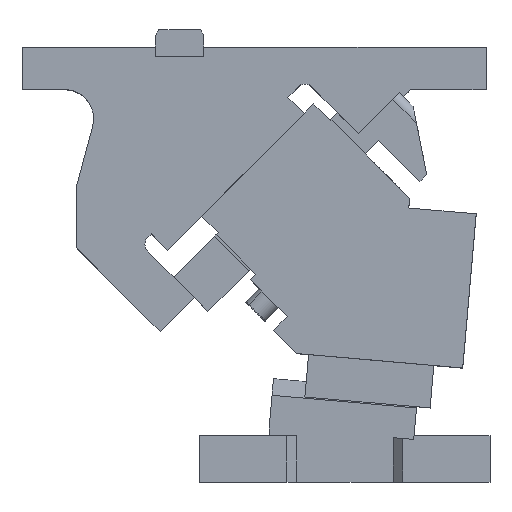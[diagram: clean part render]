
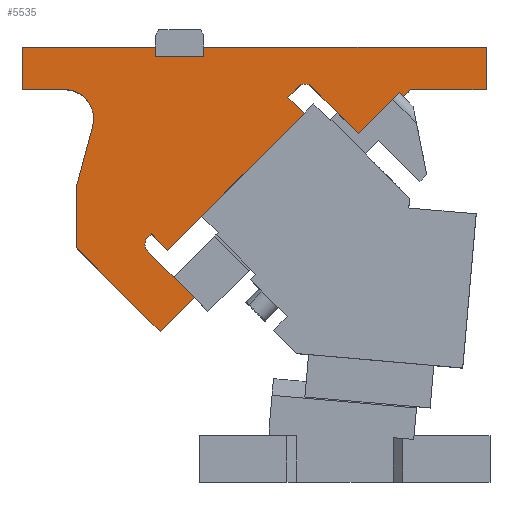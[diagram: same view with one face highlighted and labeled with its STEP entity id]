
A CAD part, top view. The second image highlights one B-rep face of the part: STEP entity #5535.
In plain terms, the highlighted planar face has unit normal (0, 0, 1).
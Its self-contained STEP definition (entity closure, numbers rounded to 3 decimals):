
#4786=CARTESIAN_POINT('Vertex',(-208.117,83.889,70.)) ;
#4789=CARTESIAN_POINT('Line Origine',(-173.602,83.889,70.)) ;
#4793=CARTESIAN_POINT('Vertex',(-139.087,83.889,70.)) ;
#5027=CARTESIAN_POINT('Vertex',(-186.073,61.889,70.)) ;
#5030=CARTESIAN_POINT('Line Origine',(-197.095,61.889,70.)) ;
#5034=CARTESIAN_POINT('Vertex',(-208.117,61.889,70.)) ;
#5315=CARTESIAN_POINT('Line Origine',(-208.117,72.889,70.)) ;
#5327=CARTESIAN_POINT('Axis2P3D Location',(-139.554,-18.048,70.)) ;
#5332=CARTESIAN_POINT('Axis2P3D Location',(-186.073,46.889,70.)) ;
#5336=CARTESIAN_POINT('Vertex',(-171.073,46.889,70.)) ;
#5339=CARTESIAN_POINT('Axis2P3D Location',(-186.073,46.889,70.)) ;
#5343=CARTESIAN_POINT('Vertex',(-171.584,43.006,70.)) ;
#5346=CARTESIAN_POINT('Line Origine',(-175.851,27.083,70.)) ;
#5350=CARTESIAN_POINT('Vertex',(-180.117,11.159,70.)) ;
#5353=CARTESIAN_POINT('Line Origine',(-180.117,-4.376,70.)) ;
#5357=CARTESIAN_POINT('Vertex',(-180.117,-19.911,70.)) ;
#5360=CARTESIAN_POINT('Line Origine',(-158.421,-41.607,70.)) ;
#5364=CARTESIAN_POINT('Vertex',(-136.725,-63.303,70.)) ;
#5367=CARTESIAN_POINT('Line Origine',(-127.887,-54.464,70.)) ;
#5371=CARTESIAN_POINT('Vertex',(-119.048,-45.625,70.)) ;
#5374=CARTESIAN_POINT('Line Origine',(-131.069,-33.604,70.)) ;
#5378=CARTESIAN_POINT('Vertex',(-143.089,-21.584,70.)) ;
#5381=CARTESIAN_POINT('Axis2P3D Location',(-139.554,-18.048,70.)) ;
#5385=CARTESIAN_POINT('Vertex',(-144.554,-18.048,70.)) ;
#5388=CARTESIAN_POINT('Axis2P3D Location',(-139.554,-18.048,70.)) ;
#5392=CARTESIAN_POINT('Vertex',(-143.089,-14.513,70.)) ;
#5395=CARTESIAN_POINT('Line Origine',(-142.206,-13.629,70.)) ;
#5399=CARTESIAN_POINT('Vertex',(-141.322,-12.745,70.)) ;
#5402=CARTESIAN_POINT('Line Origine',(-137.079,-16.987,70.)) ;
#5406=CARTESIAN_POINT('Vertex',(-132.836,-21.23,70.)) ;
#5409=CARTESIAN_POINT('Line Origine',(-97.481,14.125,70.)) ;
#5413=CARTESIAN_POINT('Vertex',(-62.126,49.481,70.)) ;
#5416=CARTESIAN_POINT('Line Origine',(-66.368,53.723,70.)) ;
#5420=CARTESIAN_POINT('Vertex',(-70.611,57.966,70.)) ;
#5423=CARTESIAN_POINT('Line Origine',(-67.959,60.618,70.)) ;
#5427=CARTESIAN_POINT('Vertex',(-65.308,63.269,70.)) ;
#5430=CARTESIAN_POINT('Axis2P3D Location',(-61.772,59.734,70.)) ;
#5434=CARTESIAN_POINT('Vertex',(-58.237,63.269,70.)) ;
#5437=CARTESIAN_POINT('Line Origine',(-46.216,51.248,70.)) ;
#5441=CARTESIAN_POINT('Vertex',(-34.195,39.228,70.)) ;
#5444=CARTESIAN_POINT('Line Origine',(-23.588,49.834,70.)) ;
#5448=CARTESIAN_POINT('Vertex',(-12.982,60.441,70.)) ;
#5451=CARTESIAN_POINT('Line Origine',(-11.921,59.38,70.)) ;
#5455=CARTESIAN_POINT('Vertex',(-10.86,58.319,70.)) ;
#5458=CARTESIAN_POINT('Line Origine',(-9.076,60.104,70.)) ;
#5462=CARTESIAN_POINT('Vertex',(-7.291,61.889,70.)) ;
#5465=CARTESIAN_POINT('Line Origine',(12.296,61.889,70.)) ;
#5469=CARTESIAN_POINT('Vertex',(31.883,61.889,70.)) ;
#5472=CARTESIAN_POINT('Line Origine',(31.883,72.889,70.)) ;
#5476=CARTESIAN_POINT('Vertex',(31.883,83.889,70.)) ;
#5479=CARTESIAN_POINT('Line Origine',(-41.102,83.889,70.)) ;
#5483=CARTESIAN_POINT('Vertex',(-114.087,83.889,70.)) ;
#5486=CARTESIAN_POINT('Line Origine',(-114.087,81.389,70.)) ;
#5490=CARTESIAN_POINT('Vertex',(-114.087,78.889,70.)) ;
#5493=CARTESIAN_POINT('Line Origine',(-126.587,78.889,70.)) ;
#5497=CARTESIAN_POINT('Vertex',(-139.087,78.889,70.)) ;
#5500=CARTESIAN_POINT('Line Origine',(-139.087,81.389,70.)) ;
#4790=DIRECTION('Vector Direction',(1.,0.,0.)) ;
#5031=DIRECTION('Vector Direction',(1.,0.,0.)) ;
#5316=DIRECTION('Vector Direction',(0.,-1.,0.)) ;
#5328=DIRECTION('Axis2P3D Direction',(0.,0.,1.)) ;
#5329=DIRECTION('Axis2P3D XDirection',(1.,0.,0.)) ;
#5333=DIRECTION('Axis2P3D Direction',(0.,0.,1.)) ;
#5340=DIRECTION('Axis2P3D Direction',(0.,0.,1.)) ;
#5347=DIRECTION('Vector Direction',(0.259,0.966,0.)) ;
#5354=DIRECTION('Vector Direction',(0.,-1.,0.)) ;
#5361=DIRECTION('Vector Direction',(-0.707,0.707,0.)) ;
#5368=DIRECTION('Vector Direction',(-0.707,-0.707,0.)) ;
#5375=DIRECTION('Vector Direction',(-0.707,0.707,0.)) ;
#5382=DIRECTION('Axis2P3D Direction',(0.,0.,1.)) ;
#5389=DIRECTION('Axis2P3D Direction',(0.,0.,1.)) ;
#5396=DIRECTION('Vector Direction',(-0.707,-0.707,0.)) ;
#5403=DIRECTION('Vector Direction',(-0.707,0.707,0.)) ;
#5410=DIRECTION('Vector Direction',(0.707,0.707,0.)) ;
#5417=DIRECTION('Vector Direction',(-0.707,0.707,0.)) ;
#5424=DIRECTION('Vector Direction',(-0.707,-0.707,0.)) ;
#5431=DIRECTION('Axis2P3D Direction',(0.,0.,1.)) ;
#5438=DIRECTION('Vector Direction',(-0.707,0.707,0.)) ;
#5445=DIRECTION('Vector Direction',(-0.707,-0.707,0.)) ;
#5452=DIRECTION('Vector Direction',(-0.707,0.707,0.)) ;
#5459=DIRECTION('Vector Direction',(-0.707,-0.707,0.)) ;
#5466=DIRECTION('Vector Direction',(1.,0.,0.)) ;
#5473=DIRECTION('Vector Direction',(0.,-1.,0.)) ;
#5480=DIRECTION('Vector Direction',(1.,0.,0.)) ;
#5487=DIRECTION('Vector Direction',(0.,-1.,0.)) ;
#5494=DIRECTION('Vector Direction',(-1.,0.,0.)) ;
#5501=DIRECTION('Vector Direction',(0.,-1.,0.)) ;
#5330=AXIS2_PLACEMENT_3D('Plane Axis2P3D',#5327,#5328,#5329) ;
#5334=AXIS2_PLACEMENT_3D('Circle Axis2P3D',#5332,#5333,$) ;
#5341=AXIS2_PLACEMENT_3D('Circle Axis2P3D',#5339,#5340,$) ;
#5383=AXIS2_PLACEMENT_3D('Circle Axis2P3D',#5381,#5382,$) ;
#5390=AXIS2_PLACEMENT_3D('Circle Axis2P3D',#5388,#5389,$) ;
#5432=AXIS2_PLACEMENT_3D('Circle Axis2P3D',#5430,#5431,$) ;
#5506=ORIENTED_EDGE('',*,*,#4795,.T.) ;
#5507=ORIENTED_EDGE('',*,*,#5319,.T.) ;
#5508=ORIENTED_EDGE('',*,*,#5036,.T.) ;
#5509=ORIENTED_EDGE('',*,*,#5338,.F.) ;
#5510=ORIENTED_EDGE('',*,*,#5345,.F.) ;
#5511=ORIENTED_EDGE('',*,*,#5352,.F.) ;
#5512=ORIENTED_EDGE('',*,*,#5359,.T.) ;
#5513=ORIENTED_EDGE('',*,*,#5366,.F.) ;
#5514=ORIENTED_EDGE('',*,*,#5373,.F.) ;
#5515=ORIENTED_EDGE('',*,*,#5380,.T.) ;
#5516=ORIENTED_EDGE('',*,*,#5387,.F.) ;
#5517=ORIENTED_EDGE('',*,*,#5394,.F.) ;
#5518=ORIENTED_EDGE('',*,*,#5401,.F.) ;
#5519=ORIENTED_EDGE('',*,*,#5408,.F.) ;
#5520=ORIENTED_EDGE('',*,*,#5415,.T.) ;
#5521=ORIENTED_EDGE('',*,*,#5422,.T.) ;
#5522=ORIENTED_EDGE('',*,*,#5429,.F.) ;
#5523=ORIENTED_EDGE('',*,*,#5436,.F.) ;
#5524=ORIENTED_EDGE('',*,*,#5443,.F.) ;
#5525=ORIENTED_EDGE('',*,*,#5450,.F.) ;
#5526=ORIENTED_EDGE('',*,*,#5457,.F.) ;
#5527=ORIENTED_EDGE('',*,*,#5464,.F.) ;
#5528=ORIENTED_EDGE('',*,*,#5471,.T.) ;
#5529=ORIENTED_EDGE('',*,*,#5478,.F.) ;
#5530=ORIENTED_EDGE('',*,*,#5485,.T.) ;
#5531=ORIENTED_EDGE('',*,*,#5492,.T.) ;
#5532=ORIENTED_EDGE('',*,*,#5499,.F.) ;
#5533=ORIENTED_EDGE('',*,*,#5504,.F.) ;
#4791=VECTOR('Line Direction',#4790,1.) ;
#5032=VECTOR('Line Direction',#5031,1.) ;
#5317=VECTOR('Line Direction',#5316,1.) ;
#5348=VECTOR('Line Direction',#5347,1.) ;
#5355=VECTOR('Line Direction',#5354,1.) ;
#5362=VECTOR('Line Direction',#5361,1.) ;
#5369=VECTOR('Line Direction',#5368,1.) ;
#5376=VECTOR('Line Direction',#5375,1.) ;
#5397=VECTOR('Line Direction',#5396,1.) ;
#5404=VECTOR('Line Direction',#5403,1.) ;
#5411=VECTOR('Line Direction',#5410,1.) ;
#5418=VECTOR('Line Direction',#5417,1.) ;
#5425=VECTOR('Line Direction',#5424,1.) ;
#5439=VECTOR('Line Direction',#5438,1.) ;
#5446=VECTOR('Line Direction',#5445,1.) ;
#5453=VECTOR('Line Direction',#5452,1.) ;
#5460=VECTOR('Line Direction',#5459,1.) ;
#5467=VECTOR('Line Direction',#5466,1.) ;
#5474=VECTOR('Line Direction',#5473,1.) ;
#5481=VECTOR('Line Direction',#5480,1.) ;
#5488=VECTOR('Line Direction',#5487,1.) ;
#5495=VECTOR('Line Direction',#5494,1.) ;
#5502=VECTOR('Line Direction',#5501,1.) ;
#5535=ADVANCED_FACE('CAM HOLDER',(#5534),#5331,.T.) ;
#5335=CIRCLE('generated circle',#5334,15.) ;
#5342=CIRCLE('generated circle',#5341,15.) ;
#5384=CIRCLE('generated circle',#5383,5.) ;
#5391=CIRCLE('generated circle',#5390,5.) ;
#5433=CIRCLE('generated circle',#5432,5.) ;
#4795=EDGE_CURVE('',#4794,#4787,#4792,.F.) ;
#5036=EDGE_CURVE('',#5035,#5028,#5033,.T.) ;
#5319=EDGE_CURVE('',#4787,#5035,#5318,.T.) ;
#5338=EDGE_CURVE('',#5337,#5028,#5335,.T.) ;
#5345=EDGE_CURVE('',#5344,#5337,#5342,.T.) ;
#5352=EDGE_CURVE('',#5351,#5344,#5349,.T.) ;
#5359=EDGE_CURVE('',#5351,#5358,#5356,.T.) ;
#5366=EDGE_CURVE('',#5365,#5358,#5363,.T.) ;
#5373=EDGE_CURVE('',#5372,#5365,#5370,.T.) ;
#5380=EDGE_CURVE('',#5372,#5379,#5377,.T.) ;
#5387=EDGE_CURVE('',#5386,#5379,#5384,.T.) ;
#5394=EDGE_CURVE('',#5393,#5386,#5391,.T.) ;
#5401=EDGE_CURVE('',#5400,#5393,#5398,.T.) ;
#5408=EDGE_CURVE('',#5407,#5400,#5405,.T.) ;
#5415=EDGE_CURVE('',#5407,#5414,#5412,.T.) ;
#5422=EDGE_CURVE('',#5414,#5421,#5419,.T.) ;
#5429=EDGE_CURVE('',#5428,#5421,#5426,.T.) ;
#5436=EDGE_CURVE('',#5435,#5428,#5433,.T.) ;
#5443=EDGE_CURVE('',#5442,#5435,#5440,.T.) ;
#5450=EDGE_CURVE('',#5449,#5442,#5447,.T.) ;
#5457=EDGE_CURVE('',#5456,#5449,#5454,.T.) ;
#5464=EDGE_CURVE('',#5463,#5456,#5461,.T.) ;
#5471=EDGE_CURVE('',#5463,#5470,#5468,.T.) ;
#5478=EDGE_CURVE('',#5477,#5470,#5475,.T.) ;
#5485=EDGE_CURVE('',#5477,#5484,#5482,.F.) ;
#5492=EDGE_CURVE('',#5484,#5491,#5489,.T.) ;
#5499=EDGE_CURVE('',#5498,#5491,#5496,.F.) ;
#5504=EDGE_CURVE('',#4794,#5498,#5503,.T.) ;
#5505=EDGE_LOOP('',(#5506,#5507,#5508,#5509,#5510,#5511,#5512,#5513,#5514,#5515,#5516,#5517,#5518,#5519,#5520,#5521,#5522,#5523,#5524,#5525,#5526,#5527,#5528,#5529,#5530,#5531,#5532,#5533)) ;
#5534=FACE_OUTER_BOUND('',#5505,.T.) ;
#4792=LINE('Line',#4789,#4791) ;
#5033=LINE('Line',#5030,#5032) ;
#5318=LINE('Line',#5315,#5317) ;
#5349=LINE('Line',#5346,#5348) ;
#5356=LINE('Line',#5353,#5355) ;
#5363=LINE('Line',#5360,#5362) ;
#5370=LINE('Line',#5367,#5369) ;
#5377=LINE('Line',#5374,#5376) ;
#5398=LINE('Line',#5395,#5397) ;
#5405=LINE('Line',#5402,#5404) ;
#5412=LINE('Line',#5409,#5411) ;
#5419=LINE('Line',#5416,#5418) ;
#5426=LINE('Line',#5423,#5425) ;
#5440=LINE('Line',#5437,#5439) ;
#5447=LINE('Line',#5444,#5446) ;
#5454=LINE('Line',#5451,#5453) ;
#5461=LINE('Line',#5458,#5460) ;
#5468=LINE('Line',#5465,#5467) ;
#5475=LINE('Line',#5472,#5474) ;
#5482=LINE('Line',#5479,#5481) ;
#5489=LINE('Line',#5486,#5488) ;
#5496=LINE('Line',#5493,#5495) ;
#5503=LINE('Line',#5500,#5502) ;
#5331=PLANE('Plane',#5330) ;
#4787=VERTEX_POINT('',#4786) ;
#4794=VERTEX_POINT('',#4793) ;
#5028=VERTEX_POINT('',#5027) ;
#5035=VERTEX_POINT('',#5034) ;
#5337=VERTEX_POINT('',#5336) ;
#5344=VERTEX_POINT('',#5343) ;
#5351=VERTEX_POINT('',#5350) ;
#5358=VERTEX_POINT('',#5357) ;
#5365=VERTEX_POINT('',#5364) ;
#5372=VERTEX_POINT('',#5371) ;
#5379=VERTEX_POINT('',#5378) ;
#5386=VERTEX_POINT('',#5385) ;
#5393=VERTEX_POINT('',#5392) ;
#5400=VERTEX_POINT('',#5399) ;
#5407=VERTEX_POINT('',#5406) ;
#5414=VERTEX_POINT('',#5413) ;
#5421=VERTEX_POINT('',#5420) ;
#5428=VERTEX_POINT('',#5427) ;
#5435=VERTEX_POINT('',#5434) ;
#5442=VERTEX_POINT('',#5441) ;
#5449=VERTEX_POINT('',#5448) ;
#5456=VERTEX_POINT('',#5455) ;
#5463=VERTEX_POINT('',#5462) ;
#5470=VERTEX_POINT('',#5469) ;
#5477=VERTEX_POINT('',#5476) ;
#5484=VERTEX_POINT('',#5483) ;
#5491=VERTEX_POINT('',#5490) ;
#5498=VERTEX_POINT('',#5497) ;
